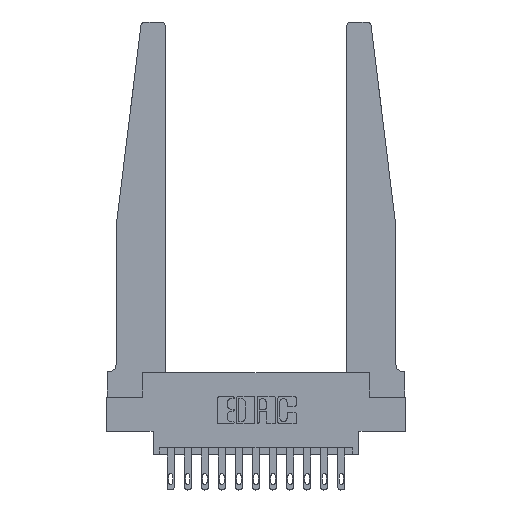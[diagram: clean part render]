
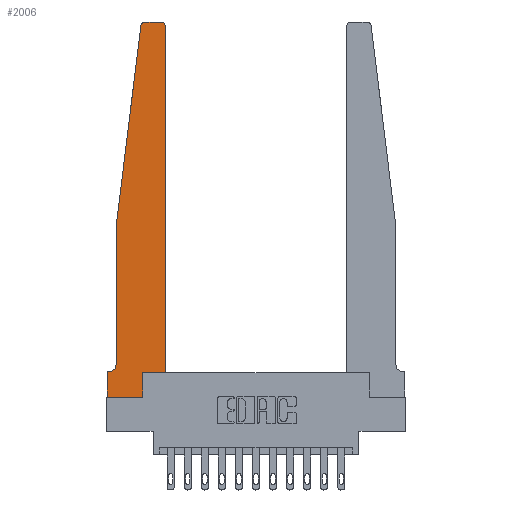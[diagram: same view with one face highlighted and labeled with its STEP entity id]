
A CAD part, top view. The second image highlights one B-rep face of the part: STEP entity #2006.
In plain terms, the highlighted planar face has unit normal (0, 0, 1).
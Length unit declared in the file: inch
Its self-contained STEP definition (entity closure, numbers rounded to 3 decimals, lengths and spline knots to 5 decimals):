
#38 = LINE ( 'NONE', #8711, #5489 ) ;
#119 = CARTESIAN_POINT ( 'NONE',  ( 0.27653, 2.75, 0.37 ) ) ;
#399 = LINE ( 'NONE', #5510, #8194 ) ;
#544 = CARTESIAN_POINT ( 'NONE',  ( 0.2605, 0.18, 0.37 ) ) ;
#751 = CARTESIAN_POINT ( 'NONE',  ( 0.2605, 0.18, 0.37 ) ) ;
#1114 = CARTESIAN_POINT ( 'NONE',  ( 0.395, 2.72, 0.37 ) ) ;
#1299 = LINE ( 'NONE', #10142, #15690 ) ;
#1316 = CARTESIAN_POINT ( 'NONE',  ( 0.425, 0.18, 0.37 ) ) ;
#1472 = VERTEX_POINT ( 'NONE', #544 ) ;
#1544 = LINE ( 'NONE', #7934, #5491 ) ;
#1884 = CARTESIAN_POINT ( 'NONE',  ( 0.015, 0.2375, 0.37 ) ) ;
#2006 = ADVANCED_FACE ( 'NONE', ( #7568 ), #3763, .T. ) ;
#2113 = VERTEX_POINT ( 'NONE', #2600 ) ;
#2172 = DIRECTION ( 'NONE',  ( -0.122, -0.992, 0. ) ) ;
#2600 = CARTESIAN_POINT ( 'NONE',  ( 0.015, 0.1875, 0.37 ) ) ;
#2757 = EDGE_CURVE ( 'NONE', #7338, #11555, #1299, .T. ) ;
#3073 = AXIS2_PLACEMENT_3D ( 'NONE', #10909, #4574, #12155 ) ;
#3357 = VECTOR ( 'NONE', #5689, 39.37008 ) ;
#3432 = LINE ( 'NONE', #13770, #5830 ) ;
#3466 = EDGE_CURVE ( 'NONE', #2113, #10439, #6024, .T. ) ;
#3719 = VERTEX_POINT ( 'NONE', #9487 ) ;
#3763 = PLANE ( 'NONE',  #16473 ) ;
#3772 = EDGE_CURVE ( 'NONE', #12320, #5630, #10869, .T. ) ;
#3790 = ORIENTED_EDGE ( 'NONE', *, *, #4712, .T. ) ;
#3864 = EDGE_CURVE ( 'NONE', #1472, #3719, #8464, .T. ) ;
#3986 = EDGE_CURVE ( 'NONE', #10439, #5666, #38, .T. ) ;
#3994 = CARTESIAN_POINT ( 'NONE',  ( 0.395, 2.75, 0.37 ) ) ;
#4043 = ORIENTED_EDGE ( 'NONE', *, *, #3986, .T. ) ;
#4535 = CARTESIAN_POINT ( 'NONE',  ( 0., 0.1875, 0.37 ) ) ;
#4574 = DIRECTION ( 'NONE',  ( 0., 0., 1. ) ) ;
#4712 = EDGE_CURVE ( 'NONE', #16353, #1472, #16225, .T. ) ;
#5221 = ORIENTED_EDGE ( 'NONE', *, *, #12129, .T. ) ;
#5489 = VECTOR ( 'NONE', #13933, 39.37008 ) ;
#5491 = VECTOR ( 'NONE', #7683, 39.37008 ) ;
#5510 = CARTESIAN_POINT ( 'NONE',  ( 0.25, 2.75, 0.37 ) ) ;
#5630 = VERTEX_POINT ( 'NONE', #13722 ) ;
#5666 = VERTEX_POINT ( 'NONE', #5963 ) ;
#5689 = DIRECTION ( 'NONE',  ( 0., 1., 0. ) ) ;
#5830 = VECTOR ( 'NONE', #2172, 39.37008 ) ;
#5925 = CARTESIAN_POINT ( 'NONE',  ( 0.425, 0.18, 0.37 ) ) ;
#5963 = CARTESIAN_POINT ( 'NONE',  ( 0., 0., 0.37 ) ) ;
#6024 = LINE ( 'NONE', #9938, #9524 ) ;
#6379 = VERTEX_POINT ( 'NONE', #3994 ) ;
#7190 = DIRECTION ( 'NONE',  ( 0., 0., -1. ) ) ;
#7338 = VERTEX_POINT ( 'NONE', #15120 ) ;
#7533 = DIRECTION ( 'NONE',  ( 0., -1., 0. ) ) ;
#7568 = FACE_OUTER_BOUND ( 'NONE', #11716, .T. ) ;
#7683 = DIRECTION ( 'NONE',  ( 1., 0., 0. ) ) ;
#7735 = VECTOR ( 'NONE', #11458, 39.37008 ) ;
#7748 = CIRCLE ( 'NONE', #16354, 0.05 ) ;
#7826 = DIRECTION ( 'NONE',  ( 1., 0., 0. ) ) ;
#7918 = VECTOR ( 'NONE', #9739, 39.37008 ) ;
#7934 = CARTESIAN_POINT ( 'NONE',  ( 0., 0., 0.37 ) ) ;
#8194 = VECTOR ( 'NONE', #12080, 39.37008 ) ;
#8204 = EDGE_CURVE ( 'NONE', #13842, #6379, #9533, .T. ) ;
#8464 = LINE ( 'NONE', #5925, #7918 ) ;
#8711 = CARTESIAN_POINT ( 'NONE',  ( 0., 0., 0.37 ) ) ;
#8818 = EDGE_CURVE ( 'NONE', #5666, #16353, #1544, .T. ) ;
#9487 = CARTESIAN_POINT ( 'NONE',  ( 0.425, 0.18, 0.37 ) ) ;
#9524 = VECTOR ( 'NONE', #13778, 39.37008 ) ;
#9533 = CIRCLE ( 'NONE', #10872, 0.03 ) ;
#9739 = DIRECTION ( 'NONE',  ( 1., 0., 0. ) ) ;
#9897 = DIRECTION ( 'NONE',  ( 1., 0., 0. ) ) ;
#9938 = CARTESIAN_POINT ( 'NONE',  ( 0.065, 0.1875, 0.37 ) ) ;
#10142 = CARTESIAN_POINT ( 'NONE',  ( 0.065, 1.25, 0.37 ) ) ;
#10439 = VERTEX_POINT ( 'NONE', #4535 ) ;
#10589 = ORIENTED_EDGE ( 'NONE', *, *, #13465, .T. ) ;
#10869 = CIRCLE ( 'NONE', #3073, 0.03 ) ;
#10872 = AXIS2_PLACEMENT_3D ( 'NONE', #1114, #11547, #9897 ) ;
#10909 = CARTESIAN_POINT ( 'NONE',  ( 0.27653, 2.72, 0.37 ) ) ;
#11234 = CARTESIAN_POINT ( 'NONE',  ( 0.425, 2.72, 0.37 ) ) ;
#11353 = CARTESIAN_POINT ( 'NONE',  ( 0., 0.1875, 0.37 ) ) ;
#11458 = DIRECTION ( 'NONE',  ( 0., 1., 0. ) ) ;
#11547 = DIRECTION ( 'NONE',  ( 0., 0., 1. ) ) ;
#11555 = VERTEX_POINT ( 'NONE', #13474 ) ;
#11664 = DIRECTION ( 'NONE',  ( 0., 0., 1. ) ) ;
#11716 = EDGE_LOOP ( 'NONE', ( #16059, #13047, #10589, #13119, #13020, #14711, #4043, #13468, #3790, #15014, #5221, #13941 ) ) ;
#12080 = DIRECTION ( 'NONE',  ( -1., 0., 0. ) ) ;
#12129 = EDGE_CURVE ( 'NONE', #3719, #13842, #15450, .T. ) ;
#12155 = DIRECTION ( 'NONE',  ( 1., 0., 0. ) ) ;
#12320 = VERTEX_POINT ( 'NONE', #119 ) ;
#13020 = ORIENTED_EDGE ( 'NONE', *, *, #14237, .T. ) ;
#13047 = ORIENTED_EDGE ( 'NONE', *, *, #3772, .T. ) ;
#13119 = ORIENTED_EDGE ( 'NONE', *, *, #2757, .T. ) ;
#13288 = CARTESIAN_POINT ( 'NONE',  ( 0.2605, 0., 0.37 ) ) ;
#13465 = EDGE_CURVE ( 'NONE', #5630, #7338, #3432, .T. ) ;
#13468 = ORIENTED_EDGE ( 'NONE', *, *, #8818, .T. ) ;
#13474 = CARTESIAN_POINT ( 'NONE',  ( 0.065, 0.2375, 0.37 ) ) ;
#13722 = CARTESIAN_POINT ( 'NONE',  ( 0.24675, 2.72367, 0.37 ) ) ;
#13770 = CARTESIAN_POINT ( 'NONE',  ( 0.065, 1.25, 0.37 ) ) ;
#13778 = DIRECTION ( 'NONE',  ( -1., 0., 0. ) ) ;
#13842 = VERTEX_POINT ( 'NONE', #11234 ) ;
#13933 = DIRECTION ( 'NONE',  ( 0., -1., 0. ) ) ;
#13941 = ORIENTED_EDGE ( 'NONE', *, *, #8204, .T. ) ;
#14237 = EDGE_CURVE ( 'NONE', #11555, #2113, #7748, .T. ) ;
#14711 = ORIENTED_EDGE ( 'NONE', *, *, #3466, .T. ) ;
#15001 = DIRECTION ( 'NONE',  ( -1., 0., 0. ) ) ;
#15002 = EDGE_CURVE ( 'NONE', #6379, #12320, #399, .T. ) ;
#15014 = ORIENTED_EDGE ( 'NONE', *, *, #3864, .T. ) ;
#15120 = CARTESIAN_POINT ( 'NONE',  ( 0.065, 1.25, 0.37 ) ) ;
#15450 = LINE ( 'NONE', #1316, #7735 ) ;
#15690 = VECTOR ( 'NONE', #7533, 39.37008 ) ;
#16059 = ORIENTED_EDGE ( 'NONE', *, *, #15002, .T. ) ;
#16225 = LINE ( 'NONE', #751, #3357 ) ;
#16353 = VERTEX_POINT ( 'NONE', #13288 ) ;
#16354 = AXIS2_PLACEMENT_3D ( 'NONE', #1884, #7190, #15001 ) ;
#16473 = AXIS2_PLACEMENT_3D ( 'NONE', #11353, #11664, #7826 ) ;
